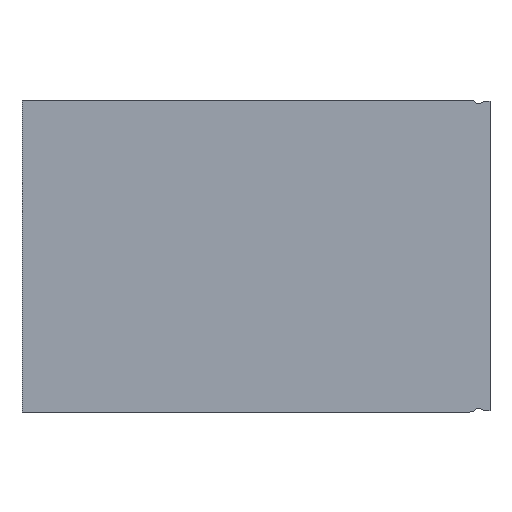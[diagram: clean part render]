
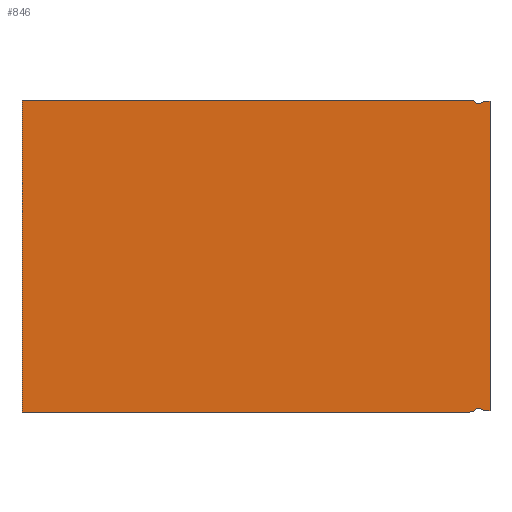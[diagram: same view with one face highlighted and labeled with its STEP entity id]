
A CAD part, front view. The second image highlights one B-rep face of the part: STEP entity #846.
In plain terms, the highlighted planar face has unit normal (0, -1, 0).
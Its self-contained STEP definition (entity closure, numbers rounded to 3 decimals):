
#73=CIRCLE($,#892,2.109);
#74=CIRCLE($,#894,4.);
#75=CIRCLE($,#898,1.);
#76=CIRCLE($,#909,4.);
#77=CIRCLE($,#911,2.109);
#78=CIRCLE($,#915,1.);
#123=FACE_OUTER_BOUND($,#177,.T.);
#177=EDGE_LOOP($,(#762,#763,#764,#765,#766,#767,#768,#769,#770,#771));
#200=LINE($,#1213,#280);
#237=LINE($,#1321,#317);
#248=LINE($,#1392,#328);
#257=LINE($,#1461,#337);
#280=VECTOR($,#965,80.);
#317=VECTOR($,#1068,79.333);
#328=VECTOR($,#1111,114.723);
#337=VECTOR($,#1156,114.723);
#356=VERTEX_POINT($,#1210);
#357=VERTEX_POINT($,#1212);
#394=VERTEX_POINT($,#1318);
#395=VERTEX_POINT($,#1320);
#400=VERTEX_POINT($,#1338);
#401=VERTEX_POINT($,#1340);
#403=VERTEX_POINT($,#1353);
#409=VERTEX_POINT($,#1405);
#412=VERTEX_POINT($,#1419);
#413=VERTEX_POINT($,#1421);
#441=EDGE_CURVE($,#357,#356,#200,.T.);
#492=EDGE_CURVE($,#395,#394,#237,.T.);
#498=EDGE_CURVE($,#401,#400,#73,.T.);
#502=EDGE_CURVE($,#394,#403,#74,.T.);
#506=EDGE_CURVE($,#403,#401,#75,.T.);
#515=EDGE_CURVE($,#400,#357,#248,.T.);
#517=EDGE_CURVE($,#409,#395,#76,.T.);
#521=EDGE_CURVE($,#413,#412,#77,.T.);
#527=EDGE_CURVE($,#412,#409,#78,.T.);
#535=EDGE_CURVE($,#356,#413,#257,.T.);
#762=ORIENTED_EDGE($,*,*,#498,.T.);
#763=ORIENTED_EDGE($,*,*,#515,.T.);
#764=ORIENTED_EDGE($,*,*,#441,.T.);
#765=ORIENTED_EDGE($,*,*,#535,.T.);
#766=ORIENTED_EDGE($,*,*,#521,.T.);
#767=ORIENTED_EDGE($,*,*,#527,.T.);
#768=ORIENTED_EDGE($,*,*,#517,.T.);
#769=ORIENTED_EDGE($,*,*,#492,.T.);
#770=ORIENTED_EDGE($,*,*,#502,.T.);
#771=ORIENTED_EDGE($,*,*,#506,.T.);
#799=PLANE($,#926);
#846=ADVANCED_FACE($,(#123),#799,.F.);
#892=AXIS2_PLACEMENT_3D($,#1341,#1076,#1077);
#894=AXIS2_PLACEMENT_3D($,#1355,#1082,#1083);
#898=AXIS2_PLACEMENT_3D($,#1370,#1091,#1092);
#909=AXIS2_PLACEMENT_3D($,#1406,#1118,#1119);
#911=AXIS2_PLACEMENT_3D($,#1422,#1124,#1125);
#915=AXIS2_PLACEMENT_3D($,#1440,#1135,#1136);
#926=AXIS2_PLACEMENT_3D($,#1464,#1161,#1162);
#965=DIRECTION($,(0.,0.,-1.));
#1068=DIRECTION($,(0.,0.,1.));
#1076=DIRECTION('center_axis',(0.,-1.,0.));
#1077=DIRECTION('ref_axis',(-0.761,0.,-0.649));
#1082=DIRECTION('center_axis',(0.,-1.,0.));
#1083=DIRECTION('ref_axis',(-0.135,0.,-0.991));
#1091=DIRECTION('center_axis',(0.,1.,0.));
#1092=DIRECTION('ref_axis',(-1.,0.,0.));
#1111=DIRECTION($,(-1.,0.,0.));
#1118=DIRECTION('center_axis',(0.,-1.,0.));
#1119=DIRECTION('ref_axis',(-0.135,0.,0.991));
#1124=DIRECTION('center_axis',(0.,-1.,0.));
#1125=DIRECTION('ref_axis',(-0.761,0.,0.649));
#1135=DIRECTION('center_axis',(0.,1.,0.));
#1136=DIRECTION('ref_axis',(-1.,0.,0.));
#1156=DIRECTION($,(1.,0.,0.));
#1161=DIRECTION('center_axis',(0.,1.,0.));
#1162=DIRECTION('ref_axis',(0.,0.,1.));
#1210=CARTESIAN_POINT('',(-60.,0.,-40.));
#1212=CARTESIAN_POINT('',(-60.,0.,40.));
#1213=CARTESIAN_POINT($,(-60.,0.,40.));
#1318=CARTESIAN_POINT('',(60.,0.,39.667));
#1320=CARTESIAN_POINT('',(60.,0.,-39.667));
#1321=CARTESIAN_POINT($,(60.,0.,-40.));
#1338=CARTESIAN_POINT('',(54.723,0.,40.));
#1340=CARTESIAN_POINT('',(56.21,0.,39.387));
#1341=CARTESIAN_POINT('Origin',(54.723,0.,37.891));
#1353=CARTESIAN_POINT('',(57.72,0.,39.306));
#1355=CARTESIAN_POINT('Origin',(59.459,0.,35.703));
#1370=CARTESIAN_POINT('Origin',(57.,0.,40.));
#1392=CARTESIAN_POINT($,(60.,0.,40.));
#1405=CARTESIAN_POINT('',(57.72,0.,-39.306));
#1406=CARTESIAN_POINT('Origin',(59.459,0.,-35.703));
#1419=CARTESIAN_POINT('',(56.21,0.,-39.387));
#1421=CARTESIAN_POINT('',(54.723,0.,-40.));
#1422=CARTESIAN_POINT('Origin',(54.723,0.,-37.891));
#1440=CARTESIAN_POINT('Origin',(57.,0.,-40.));
#1461=CARTESIAN_POINT($,(-60.,0.,-40.));
#1464=CARTESIAN_POINT('Origin',(0.,0.,0.));
